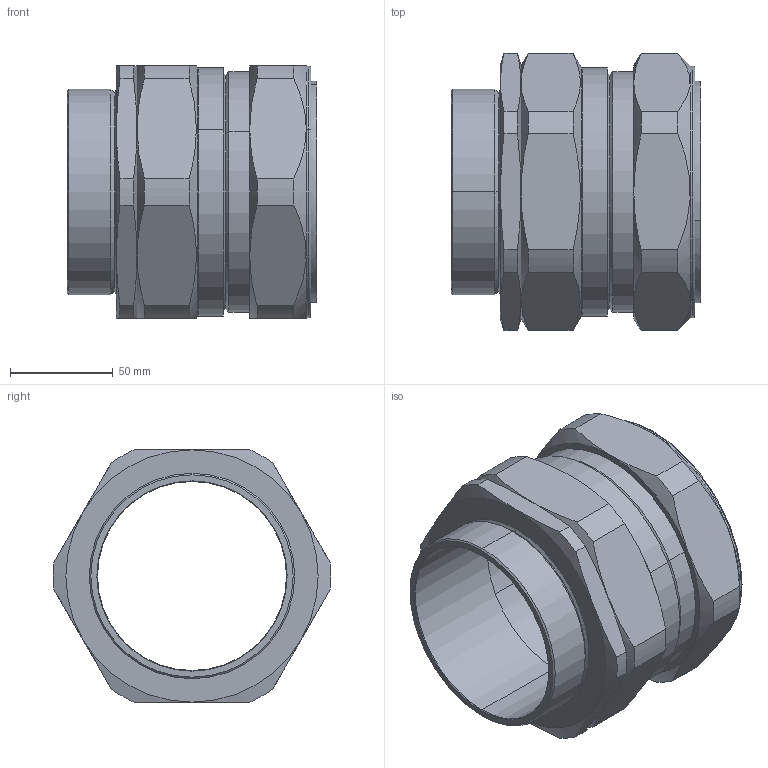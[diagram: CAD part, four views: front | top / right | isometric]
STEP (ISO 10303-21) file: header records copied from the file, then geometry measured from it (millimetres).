
FILE_DESCRIPTION (( 'STEP AP203' ), '1' );
FILE_NAME ('100CXED1RA.STEP', '2021-03-11T16:20:13', ( '' ), ( '' ), 'SwSTEP 2.0', 'SolidWorks 2017', '' );
FILE_SCHEMA (( 'CONFIG_CONTROL_DESIGN' ));
Length unit declared in the file: millimetre
Products named in the file (1): 100CXED1RA
Bounding box: 121.6 x 135.23 x 123 mm (x, y, z)
Volume: 469580 mm3; surface area: 100817.6 mm2
Topology: 1 solids, 19 shells, 246 faces, 571 edges, 370 vertices
Faces by surface type: plane 98, cylinder 58, bspline 50, cone 34, torus 6
Entity records: 10180 total; most frequent: CARTESIAN_POINT 4818, ORIENTED_EDGE 1142, DIRECTION 973, EDGE_CURVE 571, VERTEX_POINT 370, AXIS2_PLACEMENT_3D 357, VECTOR 259, LINE 259
